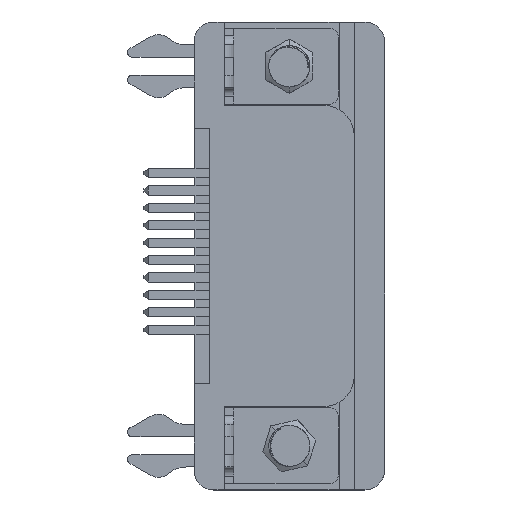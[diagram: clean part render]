
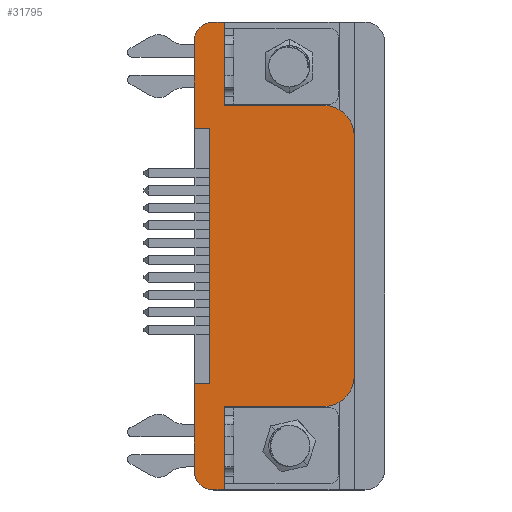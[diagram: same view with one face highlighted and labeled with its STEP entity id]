
A CAD part, front view. The second image highlights one B-rep face of the part: STEP entity #31795.
In plain terms, the highlighted planar face has unit normal (0, -1, 0).
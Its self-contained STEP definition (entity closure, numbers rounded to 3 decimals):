
#30969 = VERTEX_POINT('',#30970);
#30970 = CARTESIAN_POINT('',(7.032,2.572,22.283));
#30976 = EDGE_CURVE('',#30977,#30969,#30979,.T.);
#30977 = VERTEX_POINT('',#30978);
#30978 = CARTESIAN_POINT('',(7.746,2.572,22.283));
#30979 = LINE('',#30980,#30981);
#30980 = CARTESIAN_POINT('',(5.124,2.572,22.283));
#30981 = VECTOR('',#30982,1.);
#30982 = DIRECTION('',(-1.,0.,0.));
#31105 = VERTEX_POINT('',#31106);
#31106 = CARTESIAN_POINT('',(7.032,2.572,-8.527));
#31155 = VERTEX_POINT('',#31156);
#31156 = CARTESIAN_POINT('',(7.746,2.572,-8.527));
#31162 = EDGE_CURVE('',#31105,#31155,#31163,.T.);
#31163 = LINE('',#31164,#31165);
#31164 = CARTESIAN_POINT('',(5.124,2.572,-8.527));
#31165 = VECTOR('',#31166,1.);
#31166 = DIRECTION('',(1.,0.,0.));
#31176 = EDGE_CURVE('',#31177,#31105,#31179,.T.);
#31177 = VERTEX_POINT('',#31178);
#31178 = CARTESIAN_POINT('',(5.732,2.572,-7.227));
#31179 = CIRCLE('',#31180,1.3);
#31180 = AXIS2_PLACEMENT_3D('',#31181,#31182,#31183);
#31181 = CARTESIAN_POINT('',(7.032,2.572,-7.227));
#31182 = DIRECTION('',(0.,-1.,0.));
#31183 = DIRECTION('',(0.,0.,-1.));
#31203 = EDGE_CURVE('',#31204,#31177,#31206,.T.);
#31204 = VERTEX_POINT('',#31205);
#31205 = CARTESIAN_POINT('',(5.732,2.572,-1.527));
#31206 = LINE('',#31207,#31208);
#31207 = CARTESIAN_POINT('',(5.732,2.572,-1.561));
#31208 = VECTOR('',#31209,1.);
#31209 = DIRECTION('',(0.,0.,-1.));
#31244 = VERTEX_POINT('',#31245);
#31245 = CARTESIAN_POINT('',(5.732,2.572,15.283));
#31251 = EDGE_CURVE('',#31252,#31244,#31254,.T.);
#31252 = VERTEX_POINT('',#31253);
#31253 = CARTESIAN_POINT('',(5.732,2.572,20.983));
#31254 = LINE('',#31255,#31256);
#31255 = CARTESIAN_POINT('',(5.732,2.572,-1.561));
#31256 = VECTOR('',#31257,1.);
#31257 = DIRECTION('',(0.,0.,-1.));
#31517 = EDGE_CURVE('',#31252,#30969,#31518,.T.);
#31518 = CIRCLE('',#31519,1.3);
#31519 = AXIS2_PLACEMENT_3D('',#31520,#31521,#31522);
#31520 = CARTESIAN_POINT('',(7.032,2.572,20.983));
#31521 = DIRECTION('',(0.,1.,0.));
#31522 = DIRECTION('',(0.,0.,1.));
#31632 = VERTEX_POINT('',#31633);
#31633 = CARTESIAN_POINT('',(16.282,2.572,14.783));
#31639 = EDGE_CURVE('',#31640,#31632,#31642,.T.);
#31640 = VERTEX_POINT('',#31641);
#31641 = CARTESIAN_POINT('',(16.282,2.572,-1.027));
#31642 = LINE('',#31643,#31644);
#31643 = CARTESIAN_POINT('',(16.282,2.572,-1.561));
#31644 = VECTOR('',#31645,1.);
#31645 = DIRECTION('',(0.,0.,1.));
#31758 = VERTEX_POINT('',#31759);
#31759 = CARTESIAN_POINT('',(7.746,2.572,16.783));
#31767 = EDGE_CURVE('',#31758,#30977,#31768,.T.);
#31768 = LINE('',#31769,#31770);
#31769 = CARTESIAN_POINT('',(7.746,2.572,4.766));
#31770 = VECTOR('',#31771,1.);
#31771 = DIRECTION('',(0.,0.,1.));
#31795 = ADVANCED_FACE('',(#31796),#31882,.F.);
#31796 = FACE_BOUND('',#31797,.F.);
#31797 = EDGE_LOOP('',(#31798,#31799,#31800,#31808,#31815,#31816,#31825,
    #31833,#31839,#31840,#31841,#31842,#31850,#31858,#31866,#31874,
    #31880,#31881));
#31798 = ORIENTED_EDGE('',*,*,#30976,.F.);
#31799 = ORIENTED_EDGE('',*,*,#31767,.F.);
#31800 = ORIENTED_EDGE('',*,*,#31801,.F.);
#31801 = EDGE_CURVE('',#31802,#31758,#31804,.T.);
#31802 = VERTEX_POINT('',#31803);
#31803 = CARTESIAN_POINT('',(14.282,2.572,16.783));
#31804 = LINE('',#31805,#31806);
#31805 = CARTESIAN_POINT('',(5.507,2.572,16.783));
#31806 = VECTOR('',#31807,1.);
#31807 = DIRECTION('',(-1.,0.,0.));
#31808 = ORIENTED_EDGE('',*,*,#31809,.F.);
#31809 = EDGE_CURVE('',#31632,#31802,#31810,.T.);
#31810 = CIRCLE('',#31811,2.);
#31811 = AXIS2_PLACEMENT_3D('',#31812,#31813,#31814);
#31812 = CARTESIAN_POINT('',(14.282,2.572,14.783));
#31813 = DIRECTION('',(0.,-1.,0.));
#31814 = DIRECTION('',(0.,0.,-1.));
#31815 = ORIENTED_EDGE('',*,*,#31639,.F.);
#31816 = ORIENTED_EDGE('',*,*,#31817,.F.);
#31817 = EDGE_CURVE('',#31818,#31640,#31820,.T.);
#31818 = VERTEX_POINT('',#31819);
#31819 = CARTESIAN_POINT('',(14.282,2.572,-3.027));
#31820 = CIRCLE('',#31821,2.);
#31821 = AXIS2_PLACEMENT_3D('',#31822,#31823,#31824);
#31822 = CARTESIAN_POINT('',(14.282,2.572,-1.027));
#31823 = DIRECTION('',(0.,-1.,0.));
#31824 = DIRECTION('',(0.,0.,-1.));
#31825 = ORIENTED_EDGE('',*,*,#31826,.F.);
#31826 = EDGE_CURVE('',#31827,#31818,#31829,.T.);
#31827 = VERTEX_POINT('',#31828);
#31828 = CARTESIAN_POINT('',(7.746,2.572,-3.027));
#31829 = LINE('',#31830,#31831);
#31830 = CARTESIAN_POINT('',(5.507,2.572,-3.027));
#31831 = VECTOR('',#31832,1.);
#31832 = DIRECTION('',(1.,0.,0.));
#31833 = ORIENTED_EDGE('',*,*,#31834,.F.);
#31834 = EDGE_CURVE('',#31155,#31827,#31835,.T.);
#31835 = LINE('',#31836,#31837);
#31836 = CARTESIAN_POINT('',(7.746,2.572,-7.889));
#31837 = VECTOR('',#31838,1.);
#31838 = DIRECTION('',(0.,0.,1.));
#31839 = ORIENTED_EDGE('',*,*,#31162,.F.);
#31840 = ORIENTED_EDGE('',*,*,#31176,.F.);
#31841 = ORIENTED_EDGE('',*,*,#31203,.F.);
#31842 = ORIENTED_EDGE('',*,*,#31843,.F.);
#31843 = EDGE_CURVE('',#31844,#31204,#31846,.T.);
#31844 = VERTEX_POINT('',#31845);
#31845 = CARTESIAN_POINT('',(6.732,2.572,-1.527));
#31846 = LINE('',#31847,#31848);
#31847 = CARTESIAN_POINT('',(3.116,2.572,-1.527));
#31848 = VECTOR('',#31849,1.);
#31849 = DIRECTION('',(-1.,0.,0.));
#31850 = ORIENTED_EDGE('',*,*,#31851,.F.);
#31851 = EDGE_CURVE('',#31852,#31844,#31854,.T.);
#31852 = VERTEX_POINT('',#31853);
#31853 = CARTESIAN_POINT('',(6.732,2.572,-1.527));
#31854 = LINE('',#31855,#31856);
#31855 = CARTESIAN_POINT('',(6.732,2.572,-1.561));
#31856 = VECTOR('',#31857,1.);
#31857 = DIRECTION('',(0.,0.,-1.));
#31858 = ORIENTED_EDGE('',*,*,#31859,.T.);
#31859 = EDGE_CURVE('',#31852,#31860,#31862,.T.);
#31860 = VERTEX_POINT('',#31861);
#31861 = CARTESIAN_POINT('',(6.733,2.572,-1.527));
#31862 = LINE('',#31863,#31864);
#31863 = CARTESIAN_POINT('',(-1.634,2.572,-1.527));
#31864 = VECTOR('',#31865,1.);
#31865 = DIRECTION('',(1.,0.,0.));
#31866 = ORIENTED_EDGE('',*,*,#31867,.F.);
#31867 = EDGE_CURVE('',#31868,#31860,#31870,.T.);
#31868 = VERTEX_POINT('',#31869);
#31869 = CARTESIAN_POINT('',(6.733,2.572,15.283));
#31870 = LINE('',#31871,#31872);
#31871 = CARTESIAN_POINT('',(6.733,2.572,-5.764));
#31872 = VECTOR('',#31873,1.);
#31873 = DIRECTION('',(0.,0.,-1.));
#31874 = ORIENTED_EDGE('',*,*,#31875,.F.);
#31875 = EDGE_CURVE('',#31244,#31868,#31876,.T.);
#31876 = LINE('',#31877,#31878);
#31877 = CARTESIAN_POINT('',(-1.634,2.572,15.283));
#31878 = VECTOR('',#31879,1.);
#31879 = DIRECTION('',(1.,0.,0.));
#31880 = ORIENTED_EDGE('',*,*,#31251,.F.);
#31881 = ORIENTED_EDGE('',*,*,#31517,.T.);
#31882 = PLANE('',#31883);
#31883 = AXIS2_PLACEMENT_3D('',#31884,#31885,#31886);
#31884 = CARTESIAN_POINT('',(0.,2.572,-10.));
#31885 = DIRECTION('',(0.,1.,0.));
#31886 = DIRECTION('',(0.,0.,1.));
